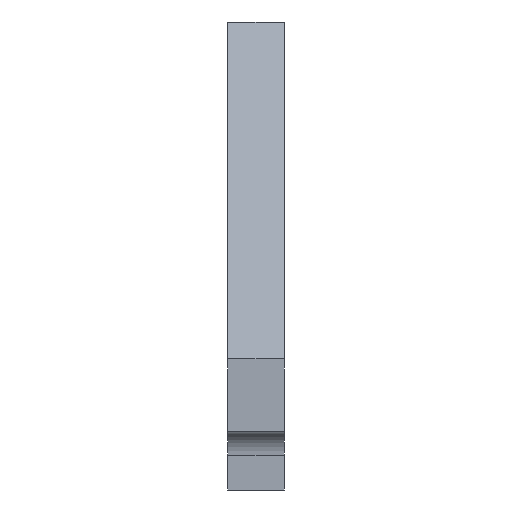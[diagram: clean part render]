
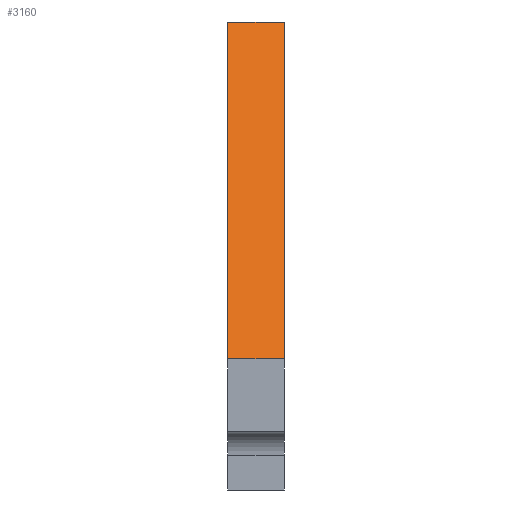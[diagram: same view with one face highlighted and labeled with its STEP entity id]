
A CAD part, left-side view. The second image highlights one B-rep face of the part: STEP entity #3160.
In plain terms, the highlighted planar face has unit normal (-0.906, 0, 0.423).
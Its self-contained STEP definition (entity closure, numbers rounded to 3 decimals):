
#161=DIRECTION('',(-0.423,0.,-0.906));
#162=VECTOR('',#161,99.304);
#163=CARTESIAN_POINT('',(-9.032,0.,85.));
#164=LINE('',#163,#162);
#583=DIRECTION('',(-0.423,0.,-0.906));
#584=VECTOR('',#583,99.304);
#585=CARTESIAN_POINT('',(-9.032,15.,85.));
#586=LINE('',#585,#584);
#934=DIRECTION('',(0.,1.,0.));
#935=VECTOR('',#934,15.);
#936=CARTESIAN_POINT('',(-9.032,0.,85.));
#937=LINE('',#936,#935);
#942=DIRECTION('',(0.,1.,0.));
#943=VECTOR('',#942,15.);
#944=CARTESIAN_POINT('',(-51.,0.,-5.));
#945=LINE('',#944,#943);
#2583=CARTESIAN_POINT('',(-9.032,0.,85.));
#2584=CARTESIAN_POINT('',(-51.,0.,-5.));
#2585=VERTEX_POINT('',#2583);
#2586=VERTEX_POINT('',#2584);
#2591=CARTESIAN_POINT('',(-9.032,15.,85.));
#2592=CARTESIAN_POINT('',(-51.,15.,-5.));
#2593=VERTEX_POINT('',#2591);
#2594=VERTEX_POINT('',#2592);
#3148=CARTESIAN_POINT('',(-9.032,15.,85.));
#3149=DIRECTION('',(0.906,0.,-0.423));
#3150=DIRECTION('',(-0.423,0.,-0.906));
#3151=AXIS2_PLACEMENT_3D('',#3148,#3149,#3150);
#3152=PLANE('',#3151);
#3153=ORIENTED_EDGE('',*,*,#2742,.T.);
#3155=ORIENTED_EDGE('',*,*,#3154,.T.);
#3156=ORIENTED_EDGE('',*,*,#2898,.F.);
#3157=ORIENTED_EDGE('',*,*,#3142,.F.);
#3158=EDGE_LOOP('',(#3153,#3155,#3156,#3157));
#3159=FACE_OUTER_BOUND('',#3158,.F.);
#3160=ADVANCED_FACE('',(#3159),#3152,.F.);
#2742=EDGE_CURVE('',#2585,#2586,#164,.T.);
#2898=EDGE_CURVE('',#2593,#2594,#586,.T.);
#3142=EDGE_CURVE('',#2585,#2593,#937,.T.);
#3154=EDGE_CURVE('',#2586,#2594,#945,.T.);
